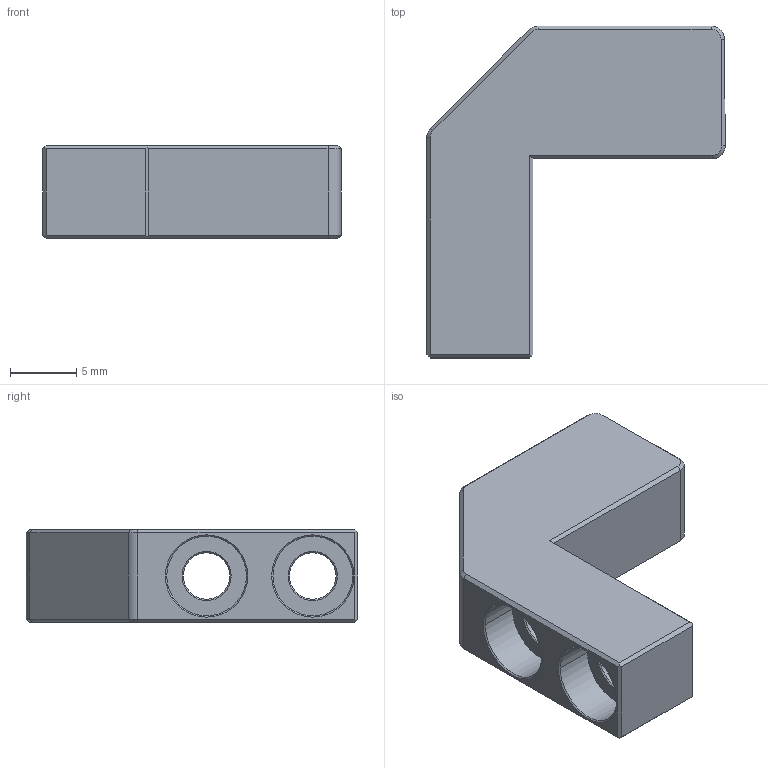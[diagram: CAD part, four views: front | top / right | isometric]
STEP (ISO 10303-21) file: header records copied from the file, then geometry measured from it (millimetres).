
FILE_DESCRIPTION(('STEP AP214'),'1');
FILE_NAME('SER-137-003.step','2017-08-18T09:54:27',(' '),(' '),'Spatial InterOp 3D',' ',' ');
FILE_SCHEMA(('automotive_design'));
Length unit declared in the file: millimetre
Products named in the file (1): Doigts bord fin B
Bounding box: 22.49 x 25 x 7 mm (x, y, z)
Volume: 1888.2 mm3; surface area: 1410.2 mm2
Topology: 1 solids, 1 shells, 72 faces, 182 edges, 116 vertices
Faces by surface type: plane 29, cone 26, cylinder 17
Entity records: 2778 total; most frequent: DIRECTION 408, CARTESIAN_POINT 371, ORIENTED_EDGE 364, EDGE_CURVE 182, AXIS2_PLACEMENT_3D 153, VERTEX_POINT 116, LINE 102, VECTOR 102
